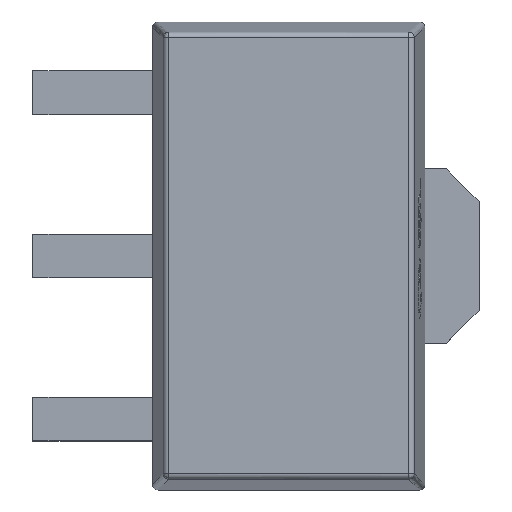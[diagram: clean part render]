
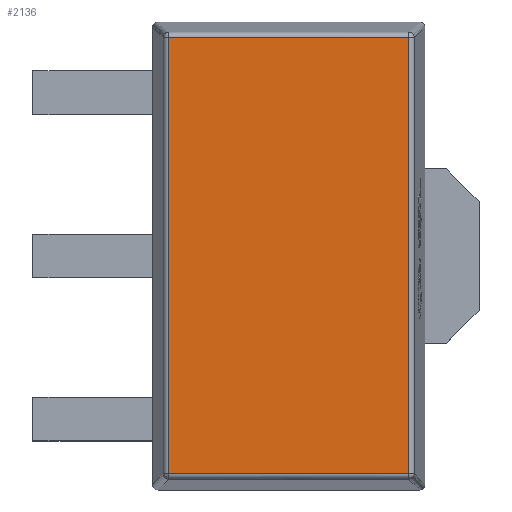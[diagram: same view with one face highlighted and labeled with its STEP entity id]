
A CAD part, top view. The second image highlights one B-rep face of the part: STEP entity #2136.
In plain terms, the highlighted free-form (B-spline) face has degree [1, 1] with [2, 2] control points.
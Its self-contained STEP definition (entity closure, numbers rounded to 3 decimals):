
#2136 = ADVANCED_FACE('',(#2137),#2167,.T.);
#2137 = FACE_BOUND('',#2138,.T.);
#2138 = EDGE_LOOP('',(#2139,#2148,#2155,#2162));
#2139 = ORIENTED_EDGE('',*,*,#2140,.T.);
#2140 = EDGE_CURVE('',#2141,#2143,#2145,.T.);
#2141 = VERTEX_POINT('',#2142);
#2142 = CARTESIAN_POINT('',(1.404,-2.004,
    1.61));
#2143 = VERTEX_POINT('',#2144);
#2144 = CARTESIAN_POINT('',(1.404,2.004,1.61
    ));
#2145 = B_SPLINE_CURVE_WITH_KNOTS('',1,(#2146,#2147),.UNSPECIFIED.,.F.,
  .F.,(2,2),(-2.004,2.004),.PIECEWISE_BEZIER_KNOTS.);
#2146 = CARTESIAN_POINT('',(1.404,-2.004,
    1.61));
#2147 = CARTESIAN_POINT('',(1.404,2.004,1.61
    ));
#2148 = ORIENTED_EDGE('',*,*,#2149,.T.);
#2149 = EDGE_CURVE('',#2143,#2150,#2152,.T.);
#2150 = VERTEX_POINT('',#2151);
#2151 = CARTESIAN_POINT('',(-0.804,2.004,
    1.61));
#2152 = B_SPLINE_CURVE_WITH_KNOTS('',1,(#2153,#2154),.UNSPECIFIED.,.F.,
  .F.,(2,2),(-1.104,1.104),.PIECEWISE_BEZIER_KNOTS.);
#2153 = CARTESIAN_POINT('',(1.404,2.004,1.61
    ));
#2154 = CARTESIAN_POINT('',(-0.804,2.004,
    1.61));
#2155 = ORIENTED_EDGE('',*,*,#2156,.T.);
#2156 = EDGE_CURVE('',#2150,#2157,#2159,.T.);
#2157 = VERTEX_POINT('',#2158);
#2158 = CARTESIAN_POINT('',(-0.804,-2.004,
    1.61));
#2159 = B_SPLINE_CURVE_WITH_KNOTS('',1,(#2160,#2161),.UNSPECIFIED.,.F.,
  .F.,(2,2),(-2.004,2.004),.PIECEWISE_BEZIER_KNOTS.);
#2160 = CARTESIAN_POINT('',(-0.804,2.004,
    1.61));
#2161 = CARTESIAN_POINT('',(-0.804,-2.004,
    1.61));
#2162 = ORIENTED_EDGE('',*,*,#2163,.T.);
#2163 = EDGE_CURVE('',#2157,#2141,#2164,.T.);
#2164 = B_SPLINE_CURVE_WITH_KNOTS('',1,(#2165,#2166),.UNSPECIFIED.,.F.,
  .F.,(2,2),(-1.104,1.104),.PIECEWISE_BEZIER_KNOTS.);
#2165 = CARTESIAN_POINT('',(-0.804,-2.004,
    1.61));
#2166 = CARTESIAN_POINT('',(1.404,-2.004,
    1.61));
#2167 = B_SPLINE_SURFACE_WITH_KNOTS('',1,1,(
    (#2168,#2169)
    ,(#2170,#2171
    )),.UNSPECIFIED.,.F.,.F.,.F.,(2,2),(2,2),(-1.104,
    1.104),(-2.004,2.004),
  .PIECEWISE_BEZIER_KNOTS.);
#2168 = CARTESIAN_POINT('',(-0.804,-2.004,
    1.61));
#2169 = CARTESIAN_POINT('',(-0.804,2.004,
    1.61));
#2170 = CARTESIAN_POINT('',(1.404,-2.004,
    1.61));
#2171 = CARTESIAN_POINT('',(1.404,2.004,1.61
    ));
